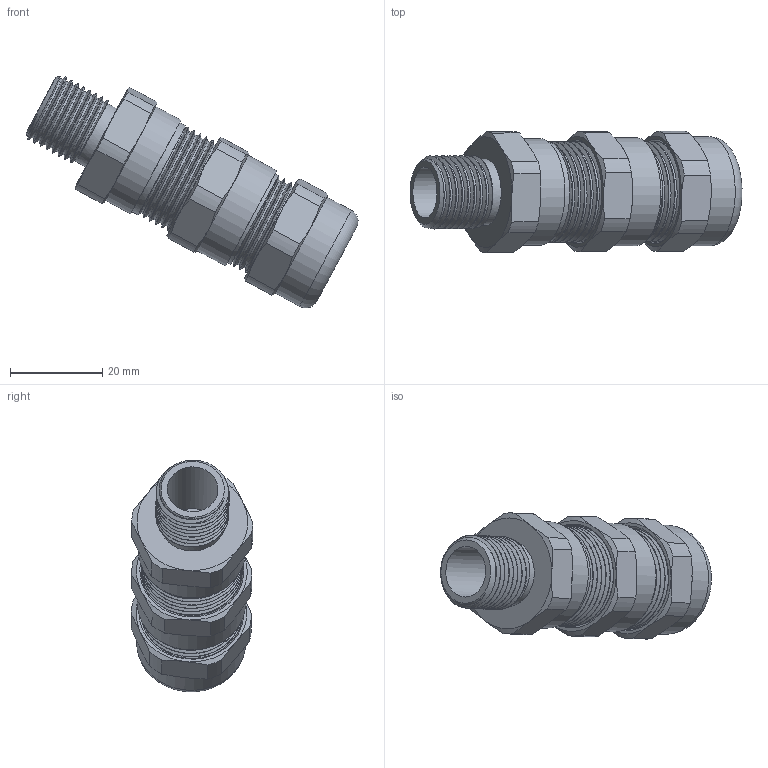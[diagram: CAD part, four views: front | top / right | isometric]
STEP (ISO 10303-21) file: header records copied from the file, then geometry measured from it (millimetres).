
FILE_DESCRIPTION(/* description */ ('RAD Ex M 16x1,5'),/* implementation_level */ '2;1');
FILE_NAME(/* name */ 'RAD15KNP-RST.stp',/* time_stamp */ '2020-03-18T14:14:03+01:00',/* author */ ('sl'),/* organization */ (''),/* preprocessor_version */ 'ST-DEVELOPER v16.5',/* originating_system */ 'Autodesk Inventor 2017',/* authorisation */ '');
FILE_SCHEMA (('AUTOMOTIVE_DESIGN { 1 0 10303 214 3 1 1 }'));
Length unit declared in the file: millimetre
Products named in the file (9): RAD15KNP; RAD15KNP_1; RAD15KNP_2; RAD15KNP_3; RAD15KNP_4; RAD15KNP_5; RAD15KNP_6; RAD15KNP_7; RAD15KNP_8
Assembly tree (8 placements, depth 2):
  RAD15KNP
    RAD15KNP_1
    RAD15KNP_2
    RAD15KNP_3
    RAD15KNP_4
    RAD15KNP_5
    RAD15KNP_6
    RAD15KNP_7
    RAD15KNP_8
Bounding box: 71.86 x 26.33 x 50.13 mm (x, y, z)
Volume: 17195.8 mm3; surface area: 18391.3 mm2
Topology: 8 solids, 8 shells, 186 faces, 419 edges, 261 vertices
Faces by surface type: cylinder 64, cone 52, plane 50, bspline 10, torus 10
Full cylindrical faces by diameter (mm): 8.954 x1, 10.38 x1, 11 x1, 14.318 x8, 15.31 x1, 15.9 x1, 16 x1, 16.12 x1, 17.5 x1, 17.6 x1, 17.65 x1, 18 x1, 19.94 x1, 20 x1, 20.15 x2, 20.55 x6, 21.83 x3, 21.9 x1, 23.12 x1, 23.48 x1, 23.63 x1
Entity records: 11150 total; most frequent: CARTESIAN_POINT 7632, DIRECTION 710, ORIENTED_EDGE 618, AXIS2_PLACEMENT_3D 337, EDGE_CURVE 309, EDGE_LOOP 245, VERTEX_POINT 216, FACE_OUTER_BOUND 169
